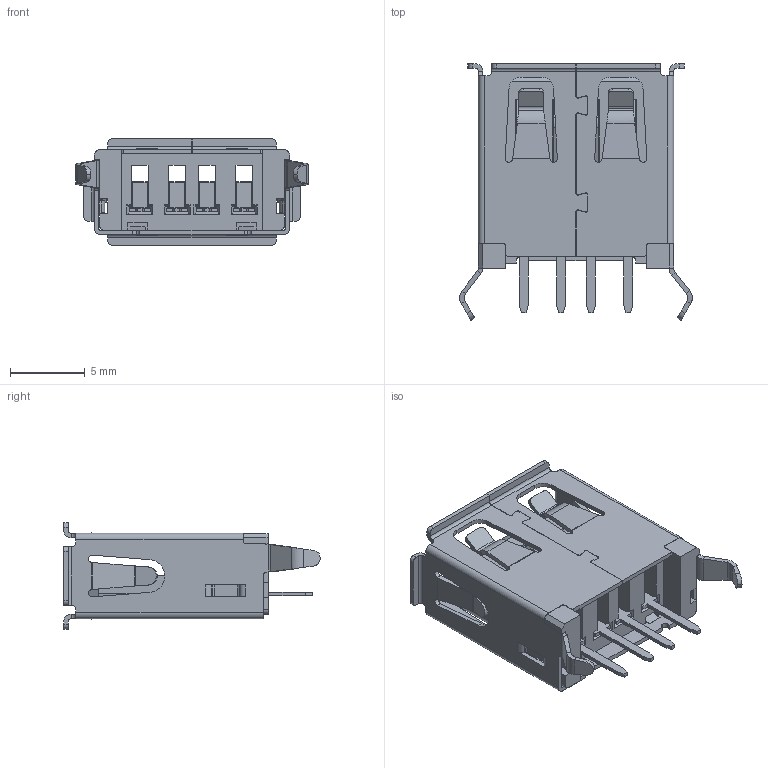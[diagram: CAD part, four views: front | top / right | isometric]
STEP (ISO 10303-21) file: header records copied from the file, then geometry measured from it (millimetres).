
FILE_DESCRIPTION (( 'STEP AP214' ), '1' );
FILE_NAME ('USB1040-XX-L-B_revC1.STEP', '2018-08-01T07:04:00', ( '' ), ( '' ), 'SwSTEP 2.0', 'SolidWorks 2016', '' );
FILE_SCHEMA (( 'AUTOMOTIVE_DESIGN' ));
Length unit declared in the file: millimetre
Products named in the file (3): housing; USB1040-XX-L-B_revC1; shell
Assembly tree (2 placements, depth 2):
  USB1040-XX-L-B_revC1
    housing
    shell
Bounding box: 15.6 x 17.2 x 7.12 mm (x, y, z)
Volume: 445.6 mm3; surface area: 1783.1 mm2
Topology: 2 solids, 2 shells, 792 faces, 2211 edges, 1406 vertices
Faces by surface type: plane 498, cylinder 240, bspline 52, cone 2
Entity records: 32402 total; most frequent: CARTESIAN_POINT 7183, ORIENTED_EDGE 4418, DIRECTION 3616, EDGE_CURVE 2209, VECTOR 1526, LINE 1526, VERTEX_POINT 1406, AXIS2_PLACEMENT_3D 1045
